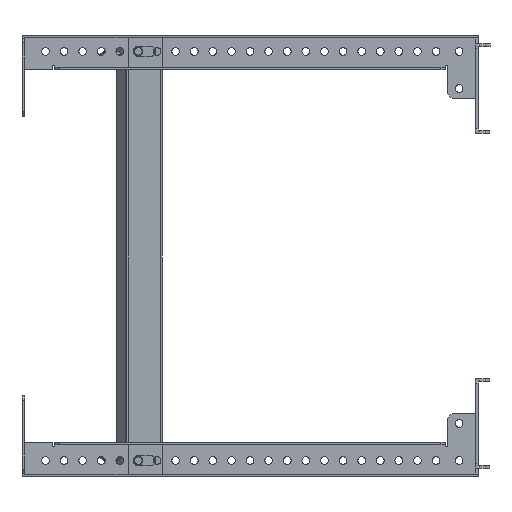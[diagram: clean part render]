
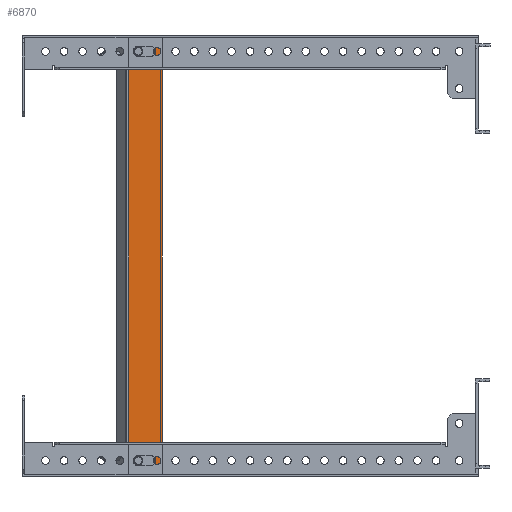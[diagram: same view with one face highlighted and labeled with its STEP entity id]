
A CAD part, front view. The second image highlights one B-rep face of the part: STEP entity #6870.
In plain terms, the highlighted planar face has unit normal (0, -1, 0).
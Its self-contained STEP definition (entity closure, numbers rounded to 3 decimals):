
#136 = DIRECTION ( 'NONE',  ( 0., 1., 0. ) ) ;
#205 = DIRECTION ( 'NONE',  ( 0., 1., 0. ) ) ;
#291 = CARTESIAN_POINT ( 'NONE',  ( 1120.302, -254., 184. ) ) ;
#854 = VECTOR ( 'NONE', #18104, 1000. ) ;
#894 = CIRCLE ( 'NONE', #28618, 3.5 ) ;
#998 = DIRECTION ( 'NONE',  ( 0., 0., 1. ) ) ;
#1798 = LINE ( 'NONE', #28306, #25773 ) ;
#2161 = PLANE ( 'NONE',  #16657 ) ;
#2559 = VERTEX_POINT ( 'NONE', #21939 ) ;
#2934 = CARTESIAN_POINT ( 'NONE',  ( 1128.304, -254., -97.5 ) ) ;
#2968 = AXIS2_PLACEMENT_3D ( 'NONE', #19544, #4080, #14462 ) ;
#3277 = CARTESIAN_POINT ( 'NONE',  ( 1128.304, -254., -100.859 ) ) ;
#3740 = EDGE_CURVE ( 'NONE', #24834, #26222, #8208, .T. ) ;
#3822 = DIRECTION ( 'NONE',  ( -1., 0., 0. ) ) ;
#4080 = DIRECTION ( 'NONE',  ( 0., -1., 0. ) ) ;
#4826 = CARTESIAN_POINT ( 'NONE',  ( 1120.302, -254., -91. ) ) ;
#4974 = DIRECTION ( 'NONE',  ( -1., 0., 0. ) ) ;
#5277 = EDGE_CURVE ( 'NONE', #30250, #2559, #6198, .T. ) ;
#5448 = DIRECTION ( 'NONE',  ( 0., 0., 1. ) ) ;
#5555 = LINE ( 'NONE', #15461, #8070 ) ;
#5936 = ORIENTED_EDGE ( 'NONE', *, *, #10503, .F. ) ;
#6174 = DIRECTION ( 'NONE',  ( 0., -1., 0. ) ) ;
#6198 = CIRCLE ( 'NONE', #2968, 3.5 ) ;
#6245 = VERTEX_POINT ( 'NONE', #10181 ) ;
#6404 = CARTESIAN_POINT ( 'NONE',  ( 1120.302, -254., -87.5 ) ) ;
#6528 = EDGE_LOOP ( 'NONE', ( #25058, #26977, #30898, #26219, #19126 ) ) ;
#6589 = CARTESIAN_POINT ( 'NONE',  ( 1112.302, -254., -91. ) ) ;
#6698 = AXIS2_PLACEMENT_3D ( 'NONE', #11275, #6174, #3822 ) ;
#6859 = ORIENTED_EDGE ( 'NONE', *, *, #18376, .F. ) ;
#6870 = ADVANCED_FACE ( 'NONE', ( #12861, #25462, #23405 ), #2161, .F. ) ;
#7017 = VERTEX_POINT ( 'NONE', #291 ) ;
#7230 = DIRECTION ( 'NONE',  ( 0., 1., 0. ) ) ;
#7665 = DIRECTION ( 'NONE',  ( -1., 0., 0. ) ) ;
#8017 = EDGE_CURVE ( 'NONE', #13930, #24834, #894, .T. ) ;
#8070 = VECTOR ( 'NONE', #10825, 1000. ) ;
#8208 = CIRCLE ( 'NONE', #22910, 3.5 ) ;
#8577 = CARTESIAN_POINT ( 'NONE',  ( 1112.302, -254., 187.5 ) ) ;
#9136 = DIRECTION ( 'NONE',  ( 0., 1., 0. ) ) ;
#10181 = CARTESIAN_POINT ( 'NONE',  ( 1105.802, -254., -97.5 ) ) ;
#10480 = VERTEX_POINT ( 'NONE', #29689 ) ;
#10503 = EDGE_CURVE ( 'NONE', #21050, #30250, #21378, .T. ) ;
#10825 = DIRECTION ( 'NONE',  ( 1., 0., 0. ) ) ;
#11275 = CARTESIAN_POINT ( 'NONE',  ( 1112.302, -254., -87.5 ) ) ;
#11904 = EDGE_LOOP ( 'NONE', ( #12319, #12613, #5936, #21160, #6859 ) ) ;
#12206 = CARTESIAN_POINT ( 'NONE',  ( 1120.302, -254., -84. ) ) ;
#12319 = ORIENTED_EDGE ( 'NONE', *, *, #17941, .F. ) ;
#12414 = VECTOR ( 'NONE', #29204, 1000. ) ;
#12525 = EDGE_CURVE ( 'NONE', #27690, #21050, #1798, .T. ) ;
#12613 = ORIENTED_EDGE ( 'NONE', *, *, #5277, .F. ) ;
#12861 = FACE_OUTER_BOUND ( 'NONE', #15208, .T. ) ;
#12895 = EDGE_CURVE ( 'NONE', #6245, #25103, #32438, .T. ) ;
#13292 = DIRECTION ( 'NONE',  ( -1., 0., 0. ) ) ;
#13930 = VERTEX_POINT ( 'NONE', #16271 ) ;
#14318 = CARTESIAN_POINT ( 'NONE',  ( 1112.302, -254., 191. ) ) ;
#14462 = DIRECTION ( 'NONE',  ( -1., 0., 0. ) ) ;
#14789 = VERTEX_POINT ( 'NONE', #4826 ) ;
#15208 = EDGE_LOOP ( 'NONE', ( #20651, #19705, #27038, #33397 ) ) ;
#15300 = CIRCLE ( 'NONE', #16366, 3.5 ) ;
#15461 = CARTESIAN_POINT ( 'NONE',  ( 1105.802, -254., 197.5 ) ) ;
#16271 = CARTESIAN_POINT ( 'NONE',  ( 1112.302, -254., 184. ) ) ;
#16366 = AXIS2_PLACEMENT_3D ( 'NONE', #6404, #16632, #27188 ) ;
#16632 = DIRECTION ( 'NONE',  ( 0., -1., 0. ) ) ;
#16657 = AXIS2_PLACEMENT_3D ( 'NONE', #33096, #7230, #25300 ) ;
#17161 = DIRECTION ( 'NONE',  ( -1., 0., 0. ) ) ;
#17387 = VERTEX_POINT ( 'NONE', #2934 ) ;
#17516 = CARTESIAN_POINT ( 'NONE',  ( 1120.302, -254., 191. ) ) ;
#17941 = EDGE_CURVE ( 'NONE', #2559, #14789, #32627, .T. ) ;
#18104 = DIRECTION ( 'NONE',  ( 1., 0., 0. ) ) ;
#18357 = CARTESIAN_POINT ( 'NONE',  ( 1112.302, -254., -84. ) ) ;
#18376 = EDGE_CURVE ( 'NONE', #14789, #27690, #15300, .T. ) ;
#18621 = LINE ( 'NONE', #26309, #12414 ) ;
#18969 = DIRECTION ( 'NONE',  ( -1., 0., 0. ) ) ;
#18989 = CARTESIAN_POINT ( 'NONE',  ( 1105.802, -254., -97.5 ) ) ;
#19126 = ORIENTED_EDGE ( 'NONE', *, *, #23181, .T. ) ;
#19271 = VECTOR ( 'NONE', #998, 1000. ) ;
#19522 = VECTOR ( 'NONE', #7665, 1000. ) ;
#19544 = CARTESIAN_POINT ( 'NONE',  ( 1112.302, -254., -87.5 ) ) ;
#19607 = LINE ( 'NONE', #29995, #19522 ) ;
#19705 = ORIENTED_EDGE ( 'NONE', *, *, #12895, .F. ) ;
#20651 = ORIENTED_EDGE ( 'NONE', *, *, #33377, .F. ) ;
#20670 = VECTOR ( 'NONE', #21757, 1000. ) ;
#20817 = CARTESIAN_POINT ( 'NONE',  ( 1112.302, -254., 191. ) ) ;
#21050 = VERTEX_POINT ( 'NONE', #18357 ) ;
#21160 = ORIENTED_EDGE ( 'NONE', *, *, #12525, .F. ) ;
#21378 = CIRCLE ( 'NONE', #6698, 3.5 ) ;
#21757 = DIRECTION ( 'NONE',  ( 1., 0., 0. ) ) ;
#21939 = CARTESIAN_POINT ( 'NONE',  ( 1112.302, -254., -91. ) ) ;
#22910 = AXIS2_PLACEMENT_3D ( 'NONE', #23499, #205, #13292 ) ;
#23181 = EDGE_CURVE ( 'NONE', #7017, #13930, #19607, .T. ) ;
#23334 = EDGE_CURVE ( 'NONE', #17387, #10480, #26565, .T. ) ;
#23405 = FACE_BOUND ( 'NONE', #6528, .T. ) ;
#23499 = CARTESIAN_POINT ( 'NONE',  ( 1112.302, -254., 187.5 ) ) ;
#24430 = VECTOR ( 'NONE', #5448, 1000. ) ;
#24834 = VERTEX_POINT ( 'NONE', #29383 ) ;
#25058 = ORIENTED_EDGE ( 'NONE', *, *, #8017, .T. ) ;
#25103 = VERTEX_POINT ( 'NONE', #31658 ) ;
#25300 = DIRECTION ( 'NONE',  ( 1., 0., 0. ) ) ;
#25462 = FACE_BOUND ( 'NONE', #11904, .T. ) ;
#25560 = EDGE_CURVE ( 'NONE', #26222, #32185, #28682, .T. ) ;
#25773 = VECTOR ( 'NONE', #4974, 1000. ) ;
#26219 = ORIENTED_EDGE ( 'NONE', *, *, #27616, .T. ) ;
#26222 = VERTEX_POINT ( 'NONE', #14318 ) ;
#26283 = CIRCLE ( 'NONE', #30107, 3.5 ) ;
#26309 = CARTESIAN_POINT ( 'NONE',  ( 1150.146, -254., -97.5 ) ) ;
#26565 = LINE ( 'NONE', #3277, #24430 ) ;
#26977 = ORIENTED_EDGE ( 'NONE', *, *, #3740, .T. ) ;
#27038 = ORIENTED_EDGE ( 'NONE', *, *, #33076, .F. ) ;
#27188 = DIRECTION ( 'NONE',  ( -1., 0., 0. ) ) ;
#27616 = EDGE_CURVE ( 'NONE', #32185, #7017, #26283, .T. ) ;
#27690 = VERTEX_POINT ( 'NONE', #12206 ) ;
#27819 = CARTESIAN_POINT ( 'NONE',  ( 1108.802, -254., -87.5 ) ) ;
#28306 = CARTESIAN_POINT ( 'NONE',  ( 1112.302, -254., -84. ) ) ;
#28618 = AXIS2_PLACEMENT_3D ( 'NONE', #8577, #136, #18969 ) ;
#28682 = LINE ( 'NONE', #20817, #854 ) ;
#29204 = DIRECTION ( 'NONE',  ( -1., 0., 0. ) ) ;
#29383 = CARTESIAN_POINT ( 'NONE',  ( 1108.802, -254., 187.5 ) ) ;
#29689 = CARTESIAN_POINT ( 'NONE',  ( 1128.304, -254., 197.5 ) ) ;
#29995 = CARTESIAN_POINT ( 'NONE',  ( 1112.302, -254., 184. ) ) ;
#30085 = CARTESIAN_POINT ( 'NONE',  ( 1120.302, -254., 187.5 ) ) ;
#30107 = AXIS2_PLACEMENT_3D ( 'NONE', #30085, #9136, #17161 ) ;
#30250 = VERTEX_POINT ( 'NONE', #27819 ) ;
#30898 = ORIENTED_EDGE ( 'NONE', *, *, #25560, .T. ) ;
#31658 = CARTESIAN_POINT ( 'NONE',  ( 1105.802, -254., 197.5 ) ) ;
#32185 = VERTEX_POINT ( 'NONE', #17516 ) ;
#32438 = LINE ( 'NONE', #18989, #19271 ) ;
#32627 = LINE ( 'NONE', #6589, #20670 ) ;
#33076 = EDGE_CURVE ( 'NONE', #17387, #6245, #18621, .T. ) ;
#33096 = CARTESIAN_POINT ( 'NONE',  ( 1150.77, -254., 50. ) ) ;
#33377 = EDGE_CURVE ( 'NONE', #25103, #10480, #5555, .T. ) ;
#33397 = ORIENTED_EDGE ( 'NONE', *, *, #23334, .T. ) ;
